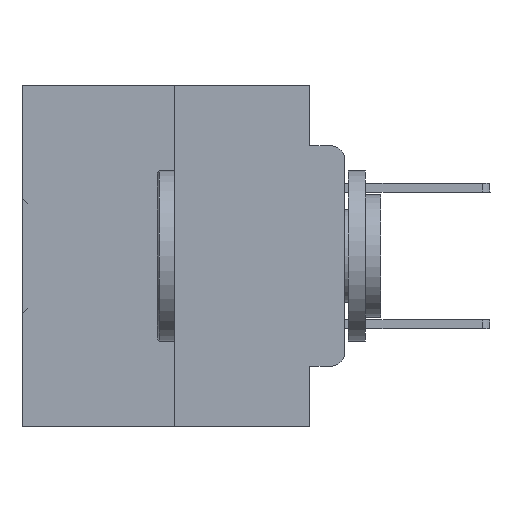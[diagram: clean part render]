
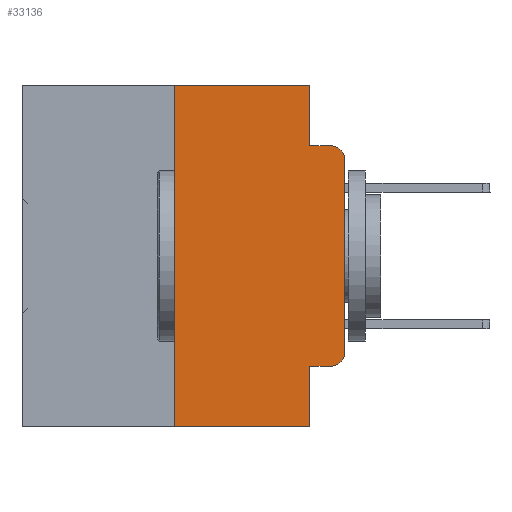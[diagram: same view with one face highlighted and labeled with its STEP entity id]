
A CAD part, left-side view. The second image highlights one B-rep face of the part: STEP entity #33136.
In plain terms, the highlighted planar face has unit normal (-1, 0, 0).
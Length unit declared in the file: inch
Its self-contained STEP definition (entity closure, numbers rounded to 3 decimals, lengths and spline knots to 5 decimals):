
#181 = DIRECTION ( 'NONE',  ( 0., 0., -1. ) ) ;
#361 = ORIENTED_EDGE ( 'NONE', *, *, #29063, .T. ) ;
#387 = AXIS2_PLACEMENT_3D ( 'NONE', #5712, #2557, #13942 ) ;
#980 = VECTOR ( 'NONE', #181, 39.37008 ) ;
#1144 = CARTESIAN_POINT ( 'NONE',  ( 0., 0.02, -0.3915 ) ) ;
#1894 = LINE ( 'NONE', #24646, #29577 ) ;
#2557 = DIRECTION ( 'NONE',  ( -1., 0., 0. ) ) ;
#2910 = DIRECTION ( 'NONE',  ( 0., 0., -1. ) ) ;
#3268 = VERTEX_POINT ( 'NONE', #31479 ) ;
#3432 = CARTESIAN_POINT ( 'NONE',  ( 0., 0.051, -0.4115 ) ) ;
#4493 = CARTESIAN_POINT ( 'NONE',  ( 0., 0.25, -0.5 ) ) ;
#5406 = PLANE ( 'NONE',  #6204 ) ;
#5712 = CARTESIAN_POINT ( 'NONE',  ( 0., 0.02, -0.1085 ) ) ;
#5739 = ORIENTED_EDGE ( 'NONE', *, *, #11295, .T. ) ;
#6204 = AXIS2_PLACEMENT_3D ( 'NONE', #31512, #31140, #16959 ) ;
#6546 = CARTESIAN_POINT ( 'NONE',  ( 0., 0.02, -0.4115 ) ) ;
#6648 = CARTESIAN_POINT ( 'NONE',  ( 0., 0.473, -0.5 ) ) ;
#6699 = ORIENTED_EDGE ( 'NONE', *, *, #30489, .F. ) ;
#6734 = VERTEX_POINT ( 'NONE', #7139 ) ;
#7139 = CARTESIAN_POINT ( 'NONE',  ( 0., 0.051, -0.4115 ) ) ;
#7594 = EDGE_CURVE ( 'NONE', #9732, #28935, #10492, .T. ) ;
#7767 = ORIENTED_EDGE ( 'NONE', *, *, #7594, .F. ) ;
#9669 = CARTESIAN_POINT ( 'NONE',  ( 0., 0.051, -0.0885 ) ) ;
#9732 = VERTEX_POINT ( 'NONE', #9669 ) ;
#10091 = EDGE_CURVE ( 'NONE', #13063, #28935, #27797, .T. ) ;
#10492 = LINE ( 'NONE', #30277, #34258 ) ;
#11295 = EDGE_CURVE ( 'NONE', #21023, #31966, #18979, .T. ) ;
#11593 = CARTESIAN_POINT ( 'NONE',  ( 0., 0., -0.1085 ) ) ;
#11924 = FACE_OUTER_BOUND ( 'NONE', #22157, .T. ) ;
#12062 = CARTESIAN_POINT ( 'NONE',  ( 0., 0.25, 0. ) ) ;
#12525 = DIRECTION ( 'NONE',  ( -1., 0., 0. ) ) ;
#13000 = VECTOR ( 'NONE', #32784, 39.37008 ) ;
#13063 = VERTEX_POINT ( 'NONE', #11593 ) ;
#13198 = CARTESIAN_POINT ( 'NONE',  ( 0., 0.473, 0. ) ) ;
#13325 = ORIENTED_EDGE ( 'NONE', *, *, #26898, .F. ) ;
#13942 = DIRECTION ( 'NONE',  ( 0., 0., -1. ) ) ;
#13979 = EDGE_CURVE ( 'NONE', #36100, #3268, #20462, .T. ) ;
#16263 = CARTESIAN_POINT ( 'NONE',  ( 0., 0.02, -0.0885 ) ) ;
#16466 = DIRECTION ( 'NONE',  ( 0., -1., 0. ) ) ;
#16959 = DIRECTION ( 'NONE',  ( 0., 0., -1. ) ) ;
#17677 = DIRECTION ( 'NONE',  ( 0., -1., 0. ) ) ;
#17972 = CARTESIAN_POINT ( 'NONE',  ( 0., 0.051, -0.5 ) ) ;
#18979 = CIRCLE ( 'NONE', #32654, 0.02 ) ;
#19234 = ORIENTED_EDGE ( 'NONE', *, *, #13979, .F. ) ;
#19474 = VECTOR ( 'NONE', #17677, 39.37008 ) ;
#20418 = DIRECTION ( 'NONE',  ( 0., -1., 0. ) ) ;
#20462 = LINE ( 'NONE', #12062, #30742 ) ;
#21023 = VERTEX_POINT ( 'NONE', #6546 ) ;
#21237 = CARTESIAN_POINT ( 'NONE',  ( 0., 0.051, 0. ) ) ;
#21420 = LINE ( 'NONE', #13198, #13000 ) ;
#21782 = EDGE_CURVE ( 'NONE', #6734, #21023, #23393, .T. ) ;
#22157 = EDGE_LOOP ( 'NONE', ( #361, #32026, #7767, #6699, #13325, #19234, #26463, #23643, #27121, #5739 ) ) ;
#23393 = LINE ( 'NONE', #3432, #26486 ) ;
#23643 = ORIENTED_EDGE ( 'NONE', *, *, #27083, .F. ) ;
#24646 = CARTESIAN_POINT ( 'NONE',  ( 0., 0., 0. ) ) ;
#26463 = ORIENTED_EDGE ( 'NONE', *, *, #29165, .T. ) ;
#26486 = VECTOR ( 'NONE', #20418, 39.37008 ) ;
#26898 = EDGE_CURVE ( 'NONE', #3268, #33185, #21420, .T. ) ;
#27083 = EDGE_CURVE ( 'NONE', #6734, #31336, #28459, .T. ) ;
#27121 = ORIENTED_EDGE ( 'NONE', *, *, #21782, .T. ) ;
#27419 = CARTESIAN_POINT ( 'NONE',  ( 0., 0., -0.3915 ) ) ;
#27797 = CIRCLE ( 'NONE', #387, 0.02 ) ;
#28459 = LINE ( 'NONE', #33894, #32061 ) ;
#28550 = LINE ( 'NONE', #34529, #980 ) ;
#28668 = DIRECTION ( 'NONE',  ( 0., 0., 1. ) ) ;
#28935 = VERTEX_POINT ( 'NONE', #16263 ) ;
#29063 = EDGE_CURVE ( 'NONE', #31966, #13063, #1894, .T. ) ;
#29165 = EDGE_CURVE ( 'NONE', #36100, #31336, #32214, .T. ) ;
#29577 = VECTOR ( 'NONE', #36037, 39.37008 ) ;
#30277 = CARTESIAN_POINT ( 'NONE',  ( 0., 0.051, -0.0885 ) ) ;
#30489 = EDGE_CURVE ( 'NONE', #33185, #9732, #28550, .T. ) ;
#30742 = VECTOR ( 'NONE', #28668, 39.37008 ) ;
#31140 = DIRECTION ( 'NONE',  ( 1., 0., 0. ) ) ;
#31336 = VERTEX_POINT ( 'NONE', #17972 ) ;
#31479 = CARTESIAN_POINT ( 'NONE',  ( 0., 0.25, 0. ) ) ;
#31512 = CARTESIAN_POINT ( 'NONE',  ( 0., 0.473, 0. ) ) ;
#31966 = VERTEX_POINT ( 'NONE', #27419 ) ;
#32026 = ORIENTED_EDGE ( 'NONE', *, *, #10091, .T. ) ;
#32061 = VECTOR ( 'NONE', #2910, 39.37008 ) ;
#32214 = LINE ( 'NONE', #6648, #19474 ) ;
#32654 = AXIS2_PLACEMENT_3D ( 'NONE', #1144, #12525, #35293 ) ;
#32784 = DIRECTION ( 'NONE',  ( 0., -1., 0. ) ) ;
#33136 = ADVANCED_FACE ( 'NONE', ( #11924 ), #5406, .F. ) ;
#33185 = VERTEX_POINT ( 'NONE', #21237 ) ;
#33894 = CARTESIAN_POINT ( 'NONE',  ( 0., 0.051, 0. ) ) ;
#34258 = VECTOR ( 'NONE', #16466, 39.37008 ) ;
#34529 = CARTESIAN_POINT ( 'NONE',  ( 0., 0.051, 0. ) ) ;
#35293 = DIRECTION ( 'NONE',  ( 0., 0., -1. ) ) ;
#36037 = DIRECTION ( 'NONE',  ( 0., 0., 1. ) ) ;
#36100 = VERTEX_POINT ( 'NONE', #4493 ) ;
